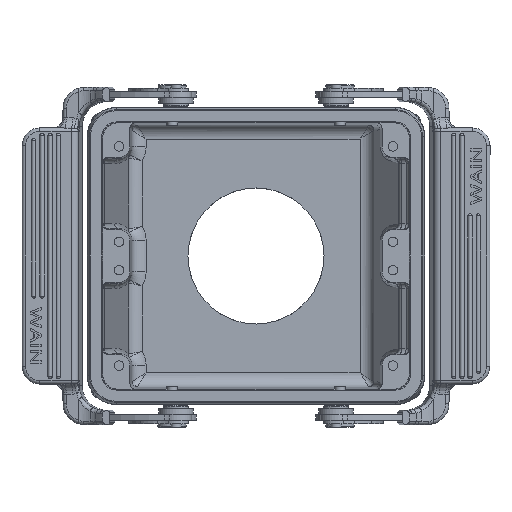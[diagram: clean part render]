
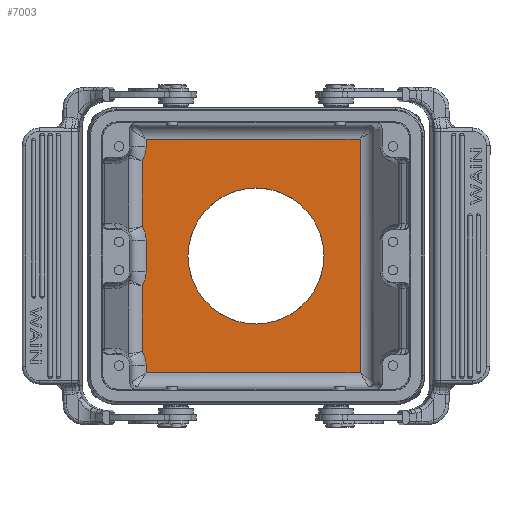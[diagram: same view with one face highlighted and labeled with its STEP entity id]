
A CAD part, front view. The second image highlights one B-rep face of the part: STEP entity #7003.
In plain terms, the highlighted planar face has unit normal (0, -1, 0).
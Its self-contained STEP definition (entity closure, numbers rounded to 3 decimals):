
#7003=ADVANCED_FACE('',(#9558,#9559),#8614,.F.);
#8614=PLANE('',#34517);
#9558=FACE_BOUND('',#10152,.T.);
#9559=FACE_BOUND('',#10153,.T.);
#10152=EDGE_LOOP('',(#17742));
#10153=EDGE_LOOP('',(#17743,#17744,#17745,#17746,#17747,#17748,#17749,#17750,
#17751,#17752,#17753,#17754));
#12177=LINE('',#55420,#14562);
#12179=LINE('',#55428,#14564);
#12184=LINE('',#55704,#14569);
#12256=LINE('',#56377,#14641);
#12257=LINE('',#56381,#14642);
#12258=LINE('',#56383,#14643);
#12259=LINE('',#56385,#14644);
#12260=LINE('',#56387,#14645);
#14562=VECTOR('',#37965,1.);
#14564=VECTOR('',#37973,1.);
#14569=VECTOR('',#38000,1.);
#14641=VECTOR('',#38294,1.);
#14642=VECTOR('',#38297,1.);
#14643=VECTOR('',#38298,1.);
#14644=VECTOR('',#38299,1.);
#14645=VECTOR('',#38300,1.);
#17742=ORIENTED_EDGE('',*,*,#29070,.F.);
#17743=ORIENTED_EDGE('',*,*,#28926,.F.);
#17744=ORIENTED_EDGE('',*,*,#28922,.T.);
#17745=ORIENTED_EDGE('',*,*,#28902,.F.);
#17746=ORIENTED_EDGE('',*,*,#28912,.T.);
#17747=ORIENTED_EDGE('',*,*,#28898,.F.);
#17748=ORIENTED_EDGE('',*,*,#29069,.T.);
#17749=ORIENTED_EDGE('',*,*,#29071,.F.);
#17750=ORIENTED_EDGE('',*,*,#29072,.T.);
#17751=ORIENTED_EDGE('',*,*,#29073,.F.);
#17752=ORIENTED_EDGE('',*,*,#29074,.F.);
#17753=ORIENTED_EDGE('',*,*,#29075,.F.);
#17754=ORIENTED_EDGE('',*,*,#29076,.F.);
#25898=VERTEX_POINT('',#55421);
#25899=VERTEX_POINT('',#55422);
#25901=VERTEX_POINT('',#55429);
#25902=VERTEX_POINT('',#55430);
#25911=VERTEX_POINT('',#55688);
#25914=VERTEX_POINT('',#55705);
#25996=VERTEX_POINT('',#56316);
#25997=VERTEX_POINT('',#56376);
#25998=VERTEX_POINT('',#56378);
#25999=VERTEX_POINT('',#56380);
#26000=VERTEX_POINT('',#56382);
#26001=VERTEX_POINT('',#56384);
#26002=VERTEX_POINT('',#56386);
#28898=EDGE_CURVE('',#25898,#25899,#12177,.T.);
#28902=EDGE_CURVE('',#25901,#25902,#12179,.T.);
#28912=EDGE_CURVE('',#25901,#25899,#32938,.T.);
#28922=EDGE_CURVE('',#25911,#25902,#32940,.T.);
#28926=EDGE_CURVE('',#25911,#25914,#12184,.T.);
#29069=EDGE_CURVE('',#25898,#25996,#32982,.T.);
#29070=EDGE_CURVE('',#25997,#25997,#32983,.T.);
#29071=EDGE_CURVE('',#25998,#25996,#12256,.T.);
#29072=EDGE_CURVE('',#25998,#25999,#32984,.T.);
#29073=EDGE_CURVE('',#26000,#25999,#12257,.T.);
#29074=EDGE_CURVE('',#26001,#26000,#12258,.T.);
#29075=EDGE_CURVE('',#26002,#26001,#12259,.T.);
#29076=EDGE_CURVE('',#25914,#26002,#12260,.T.);
#32938=CIRCLE('',#34396,7.646);
#32940=CIRCLE('',#34402,7.646);
#32982=CIRCLE('',#34513,7.646);
#32983=CIRCLE('',#34515,19.25);
#32984=CIRCLE('',#34516,7.646);
#34396=AXIS2_PLACEMENT_3D('',#55571,#37979,#37980);
#34402=AXIS2_PLACEMENT_3D('',#55687,#37993,#37994);
#34513=AXIS2_PLACEMENT_3D('',#56373,#38288,#38289);
#34515=AXIS2_PLACEMENT_3D('',#56375,#38292,#38293);
#34516=AXIS2_PLACEMENT_3D('',#56379,#38295,#38296);
#34517=AXIS2_PLACEMENT_3D('',#56388,#38301,#38302);
#37965=DIRECTION('',(0.,0.,1.));
#37973=DIRECTION('',(0.,0.,1.));
#37979=DIRECTION('',(0.,1.,0.));
#37980=DIRECTION('',(0.,0.,1.));
#37993=DIRECTION('',(0.,1.,0.));
#37994=DIRECTION('',(0.,0.,1.));
#38000=DIRECTION('',(0.,0.,1.));
#38288=DIRECTION('',(0.,1.,0.));
#38289=DIRECTION('',(0.,0.,1.));
#38292=DIRECTION('',(0.,-1.,0.));
#38293=DIRECTION('',(0.,0.,1.));
#38294=DIRECTION('',(0.,0.,1.));
#38295=DIRECTION('',(0.,1.,0.));
#38296=DIRECTION('',(0.,0.,1.));
#38297=DIRECTION('',(0.,0.,1.));
#38298=DIRECTION('',(-1.,0.,0.));
#38299=DIRECTION('',(0.,0.,-1.));
#38300=DIRECTION('',(1.,0.,0.));
#38301=DIRECTION('',(0.,1.,0.));
#38302=DIRECTION('',(-1.,0.,0.));
#55420=CARTESIAN_POINT('',(-31.104,40.,-4.4));
#55421=CARTESIAN_POINT('',(-31.104,40.,-4.4));
#55422=CARTESIAN_POINT('',(-31.104,40.,4.4));
#55428=CARTESIAN_POINT('',(-32.225,40.,8.385));
#55429=CARTESIAN_POINT('',(-32.225,40.,8.385));
#55430=CARTESIAN_POINT('',(-32.225,40.,27.015));
#55571=CARTESIAN_POINT('',(-38.75,40.,4.4));
#55687=CARTESIAN_POINT('',(-38.75,40.,31.));
#55688=CARTESIAN_POINT('',(-31.104,40.,31.));
#55704=CARTESIAN_POINT('',(-31.104,40.,31.));
#55705=CARTESIAN_POINT('',(-31.104,40.,33.104));
#56316=CARTESIAN_POINT('',(-32.225,40.,-8.385));
#56373=CARTESIAN_POINT('',(-38.75,40.,-4.4));
#56375=CARTESIAN_POINT('',(0.,40.,0.));
#56376=CARTESIAN_POINT('',(0.,40.,19.25));
#56377=CARTESIAN_POINT('',(-32.225,40.,-27.015));
#56378=CARTESIAN_POINT('',(-32.225,40.,-27.015));
#56379=CARTESIAN_POINT('',(-38.75,40.,-31.));
#56380=CARTESIAN_POINT('',(-31.104,40.,-31.));
#56381=CARTESIAN_POINT('',(-31.104,40.,-33.104));
#56382=CARTESIAN_POINT('',(-31.104,40.,-33.104));
#56383=CARTESIAN_POINT('',(32.925,40.,-33.104));
#56384=CARTESIAN_POINT('',(29.448,40.,-33.104));
#56385=CARTESIAN_POINT('',(29.448,40.,-37.75));
#56386=CARTESIAN_POINT('',(29.448,40.,33.104));
#56387=CARTESIAN_POINT('',(35.75,40.,33.104));
#56388=CARTESIAN_POINT('',(32.925,40.,-37.75));
